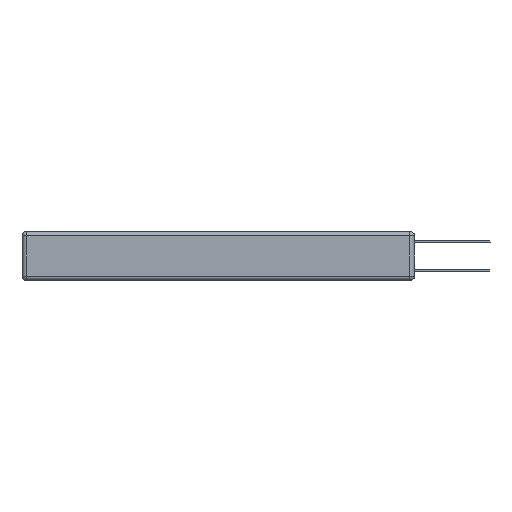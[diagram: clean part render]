
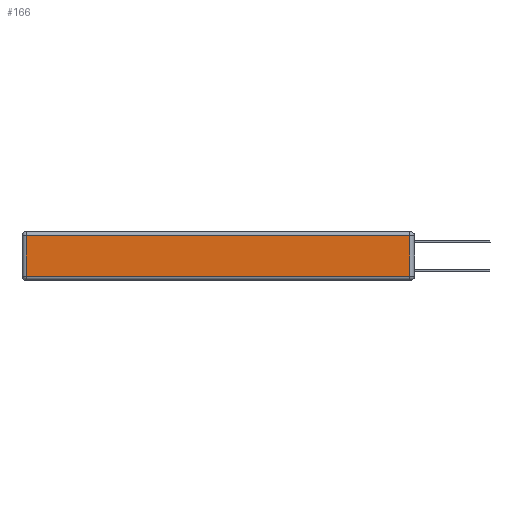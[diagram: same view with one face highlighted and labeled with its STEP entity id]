
A CAD part, left-side view. The second image highlights one B-rep face of the part: STEP entity #166.
In plain terms, the highlighted planar face has unit normal (-1, 0, 0).
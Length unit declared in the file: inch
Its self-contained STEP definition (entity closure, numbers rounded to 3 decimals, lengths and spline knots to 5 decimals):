
#166 = ADVANCED_FACE ( 'NONE', ( #6113 ), #699, .T. ) ;
#685 = VERTEX_POINT ( 'NONE', #9647 ) ;
#699 = PLANE ( 'NONE',  #4766 ) ;
#862 = LINE ( 'NONE', #3169, #11022 ) ;
#1507 = VECTOR ( 'NONE', #12608, 39.37008 ) ;
#1757 = VERTEX_POINT ( 'NONE', #5297 ) ;
#2620 = CARTESIAN_POINT ( 'NONE',  ( 0., 2.72, -0.343 ) ) ;
#3169 = CARTESIAN_POINT ( 'NONE',  ( 0., 2.75, -0.03 ) ) ;
#3170 = EDGE_LOOP ( 'NONE', ( #12721, #12787, #4808, #4129 ) ) ;
#3989 = DIRECTION ( 'NONE',  ( 0., 0., 1. ) ) ;
#4129 = ORIENTED_EDGE ( 'NONE', *, *, #12114, .T. ) ;
#4388 = CARTESIAN_POINT ( 'NONE',  ( 0., 0.03, -0.343 ) ) ;
#4766 = AXIS2_PLACEMENT_3D ( 'NONE', #5047, #13708, #3989 ) ;
#4808 = ORIENTED_EDGE ( 'NONE', *, *, #12712, .T. ) ;
#5047 = CARTESIAN_POINT ( 'NONE',  ( 0., 0., -0.343 ) ) ;
#5297 = CARTESIAN_POINT ( 'NONE',  ( 0., 2.72, -0.03 ) ) ;
#5849 = VECTOR ( 'NONE', #9999, 39.37008 ) ;
#6113 = FACE_OUTER_BOUND ( 'NONE', #3170, .T. ) ;
#7433 = DIRECTION ( 'NONE',  ( 0., 1., 0. ) ) ;
#7650 = LINE ( 'NONE', #9844, #13497 ) ;
#8775 = DIRECTION ( 'NONE',  ( 0., -1., 0. ) ) ;
#9647 = CARTESIAN_POINT ( 'NONE',  ( 0., 2.72, -0.313 ) ) ;
#9784 = LINE ( 'NONE', #4388, #5849 ) ;
#9844 = CARTESIAN_POINT ( 'NONE',  ( 0., 0., -0.313 ) ) ;
#9999 = DIRECTION ( 'NONE',  ( 0., 0., 1. ) ) ;
#10551 = CARTESIAN_POINT ( 'NONE',  ( 0., 0.03, -0.03 ) ) ;
#11022 = VECTOR ( 'NONE', #7433, 39.37008 ) ;
#12114 = EDGE_CURVE ( 'NONE', #1757, #685, #12333, .T. ) ;
#12218 = VERTEX_POINT ( 'NONE', #10551 ) ;
#12333 = LINE ( 'NONE', #2620, #1507 ) ;
#12390 = EDGE_CURVE ( 'NONE', #12906, #12218, #9784, .T. ) ;
#12439 = CARTESIAN_POINT ( 'NONE',  ( 0., 0.03, -0.313 ) ) ;
#12608 = DIRECTION ( 'NONE',  ( 0., 0., -1. ) ) ;
#12712 = EDGE_CURVE ( 'NONE', #12218, #1757, #862, .T. ) ;
#12721 = ORIENTED_EDGE ( 'NONE', *, *, #12773, .T. ) ;
#12773 = EDGE_CURVE ( 'NONE', #685, #12906, #7650, .T. ) ;
#12787 = ORIENTED_EDGE ( 'NONE', *, *, #12390, .T. ) ;
#12906 = VERTEX_POINT ( 'NONE', #12439 ) ;
#13497 = VECTOR ( 'NONE', #8775, 39.37008 ) ;
#13708 = DIRECTION ( 'NONE',  ( -1., 0., 0. ) ) ;
